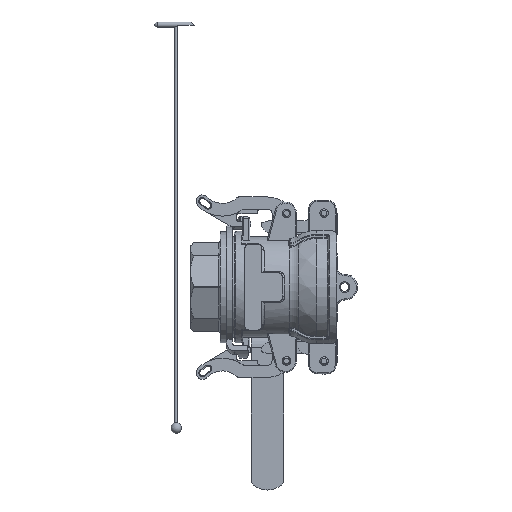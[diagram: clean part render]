
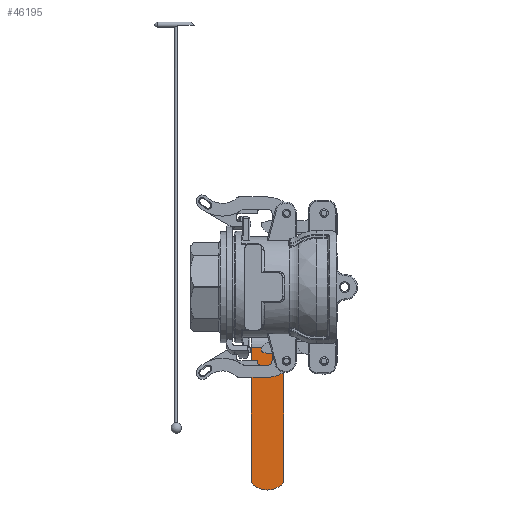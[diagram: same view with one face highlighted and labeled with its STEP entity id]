
A CAD part, front view. The second image highlights one B-rep face of the part: STEP entity #46195.
In plain terms, the highlighted face is planar.
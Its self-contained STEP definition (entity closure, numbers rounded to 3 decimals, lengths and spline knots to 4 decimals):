
#1135=PLANE('',#49527);
#5682=LINE('',#89941,#9074);
#5686=LINE('',#89953,#9078);
#5691=LINE('',#89966,#9083);
#9074=VECTOR('',#56827,0.3937);
#9078=VECTOR('',#56837,0.3937);
#9083=VECTOR('',#56848,0.3937);
#14123=FACE_OUTER_BOUND('',#16957,.T.);
#16957=EDGE_LOOP('',(#38576,#38577,#38578,#38579));
#19217=CIRCLE('',#49528,0.625);
#22414=VERTEX_POINT('',#89938);
#22415=VERTEX_POINT('',#89940);
#22420=VERTEX_POINT('',#89952);
#22425=VERTEX_POINT('',#89965);
#28092=EDGE_CURVE('',#22414,#22415,#5682,.T.);
#28098=EDGE_CURVE('',#22415,#22420,#5686,.T.);
#28105=EDGE_CURVE('',#22420,#22425,#5691,.T.);
#28110=EDGE_CURVE('',#22414,#22425,#19217,.T.);
#38576=ORIENTED_EDGE('',*,*,#28098,.F.);
#38577=ORIENTED_EDGE('',*,*,#28092,.F.);
#38578=ORIENTED_EDGE('',*,*,#28110,.T.);
#38579=ORIENTED_EDGE('',*,*,#28105,.F.);
#46195=ADVANCED_FACE('',(#14123),#1135,.T.);
#49527=AXIS2_PLACEMENT_3D('',#89974,#56854,#56855);
#49528=AXIS2_PLACEMENT_3D('',#89975,#56856,#56857);
#56827=DIRECTION('',(1.,0.,0.));
#56837=DIRECTION('',(0.,0.,1.));
#56848=DIRECTION('',(-1.,0.,0.));
#56854=DIRECTION('center_axis',(0.,1.,0.));
#56855=DIRECTION('ref_axis',(-1.,0.,0.));
#56856=DIRECTION('center_axis',(0.,1.,0.));
#56857=DIRECTION('ref_axis',(0.65,0.,0.76));
#89938=CARTESIAN_POINT('',(-6.3212,1.01,-0.475));
#89940=CARTESIAN_POINT('',(-2.3892,1.01,-0.475));
#89941=CARTESIAN_POINT('',(-6.54,1.01,-0.475));
#89952=CARTESIAN_POINT('',(-2.3892,1.01,0.475));
#89953=CARTESIAN_POINT('',(-2.3892,1.01,0.));
#89965=CARTESIAN_POINT('',(-6.3212,1.01,0.475));
#89966=CARTESIAN_POINT('',(-6.54,1.01,0.475));
#89974=CARTESIAN_POINT('Origin',(-2.12,1.01,0.));
#89975=CARTESIAN_POINT('Origin',(-5.915,1.01,0.));
